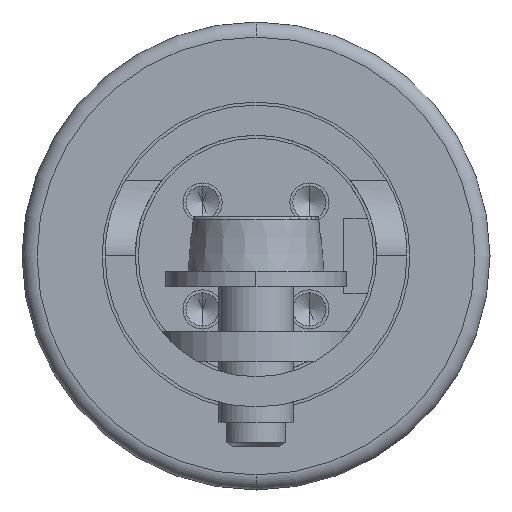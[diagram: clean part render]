
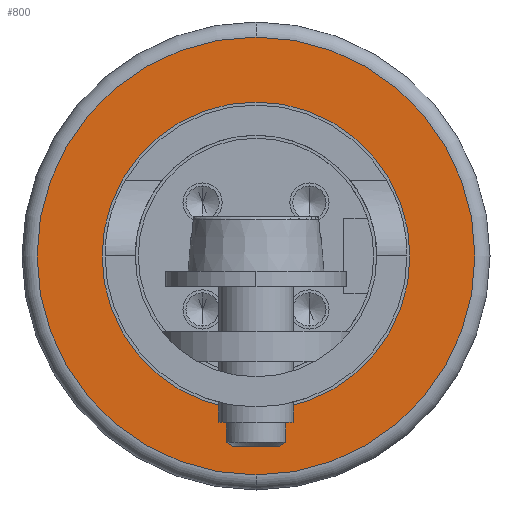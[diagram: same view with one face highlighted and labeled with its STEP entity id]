
A CAD part, left-side view. The second image highlights one B-rep face of the part: STEP entity #800.
In plain terms, the highlighted face is planar.
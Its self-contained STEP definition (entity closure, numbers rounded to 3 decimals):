
#26 = AXIS2_PLACEMENT_3D ( 'NONE', #5113, #2380, #5576 ) ;
#40 = DIRECTION ( 'NONE',  ( 1., 0., 0. ) ) ;
#389 = PLANE ( 'NONE',  #3616 ) ;
#627 = DIRECTION ( 'NONE',  ( 1., 0., 0. ) ) ;
#800 = ADVANCED_FACE ( 'NONE', ( #1649, #5294 ), #389, .T. ) ;
#1187 = CARTESIAN_POINT ( 'NONE',  ( 0., 0., -7.25 ) ) ;
#1470 = AXIS2_PLACEMENT_3D ( 'NONE', #2153, #5348, #2622 ) ;
#1612 = VERTEX_POINT ( 'NONE', #5451 ) ;
#1649 = FACE_OUTER_BOUND ( 'NONE', #2609, .T. ) ;
#1665 = CIRCLE ( 'NONE', #4539, 5.1 ) ;
#1735 = ORIENTED_EDGE ( 'NONE', *, *, #3404, .T. ) ;
#2117 = ORIENTED_EDGE ( 'NONE', *, *, #5459, .F. ) ;
#2153 = CARTESIAN_POINT ( 'NONE',  ( 0., 0., 0. ) ) ;
#2211 = CARTESIAN_POINT ( 'NONE',  ( 0., 0., 5.1 ) ) ;
#2337 = VERTEX_POINT ( 'NONE', #2211 ) ;
#2380 = DIRECTION ( 'NONE',  ( 1., 0., 0. ) ) ;
#2447 = CARTESIAN_POINT ( 'NONE',  ( 0., 0., 7.25 ) ) ;
#2609 = EDGE_LOOP ( 'NONE', ( #1735, #4298 ) ) ;
#2622 = DIRECTION ( 'NONE',  ( 0., 0., -1. ) ) ;
#2725 = CIRCLE ( 'NONE', #26, 7.25 ) ;
#2750 = CARTESIAN_POINT ( 'NONE',  ( 0., 0., 0. ) ) ;
#2762 = EDGE_LOOP ( 'NONE', ( #2117, #3431 ) ) ;
#3110 = CARTESIAN_POINT ( 'NONE',  ( 0., 5.1, 0. ) ) ;
#3122 = EDGE_CURVE ( 'NONE', #2337, #1612, #4873, .T. ) ;
#3195 = DIRECTION ( 'NONE',  ( 0., 0., -1. ) ) ;
#3334 = CARTESIAN_POINT ( 'NONE',  ( 0., 0., 0. ) ) ;
#3404 = EDGE_CURVE ( 'NONE', #5043, #3908, #2725, .T. ) ;
#3431 = ORIENTED_EDGE ( 'NONE', *, *, #3122, .F. ) ;
#3616 = AXIS2_PLACEMENT_3D ( 'NONE', #3110, #5569, #5101 ) ;
#3802 = DIRECTION ( 'NONE',  ( 0., 0., -1. ) ) ;
#3908 = VERTEX_POINT ( 'NONE', #2447 ) ;
#4298 = ORIENTED_EDGE ( 'NONE', *, *, #5771, .T. ) ;
#4423 = AXIS2_PLACEMENT_3D ( 'NONE', #2750, #40, #3195 ) ;
#4539 = AXIS2_PLACEMENT_3D ( 'NONE', #3334, #627, #3802 ) ;
#4873 = CIRCLE ( 'NONE', #1470, 5.1 ) ;
#5004 = CIRCLE ( 'NONE', #4423, 7.25 ) ;
#5043 = VERTEX_POINT ( 'NONE', #1187 ) ;
#5101 = DIRECTION ( 'NONE',  ( 0., 0., -1. ) ) ;
#5113 = CARTESIAN_POINT ( 'NONE',  ( 0., 0., 0. ) ) ;
#5294 = FACE_BOUND ( 'NONE', #2762, .T. ) ;
#5348 = DIRECTION ( 'NONE',  ( 1., 0., 0. ) ) ;
#5451 = CARTESIAN_POINT ( 'NONE',  ( 0., 0., -5.1 ) ) ;
#5459 = EDGE_CURVE ( 'NONE', #1612, #2337, #1665, .T. ) ;
#5569 = DIRECTION ( 'NONE',  ( 1., 0., 0. ) ) ;
#5576 = DIRECTION ( 'NONE',  ( 0., 0., -1. ) ) ;
#5771 = EDGE_CURVE ( 'NONE', #3908, #5043, #5004, .T. ) ;
